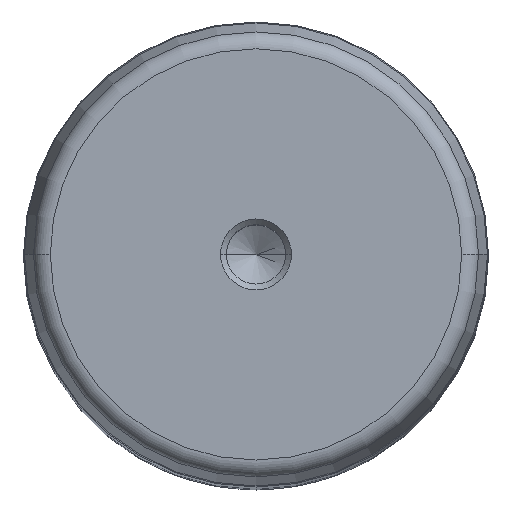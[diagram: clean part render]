
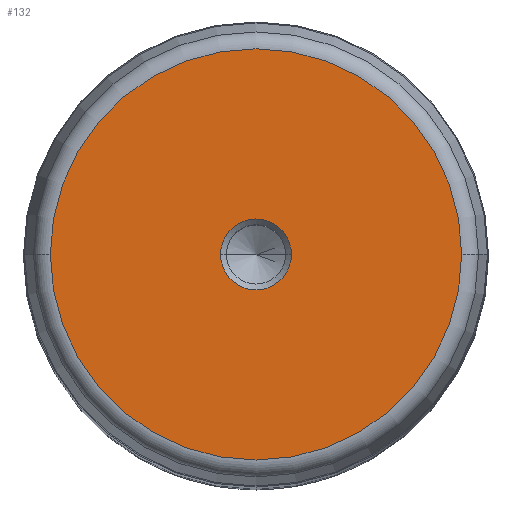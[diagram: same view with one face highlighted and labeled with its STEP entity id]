
A CAD part, top view. The second image highlights one B-rep face of the part: STEP entity #132.
In plain terms, the highlighted planar face has unit normal (0, 0, 1).
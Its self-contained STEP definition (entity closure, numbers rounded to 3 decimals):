
#5 = CARTESIAN_POINT ( 'NONE',  ( -6.1, 0., 315. ) ) ;
#8 = DIRECTION ( 'NONE',  ( -1., 0., 0. ) ) ;
#19 = CARTESIAN_POINT ( 'NONE',  ( 0., 0., 315. ) ) ;
#125 = CARTESIAN_POINT ( 'NONE',  ( 0., 0., 315. ) ) ;
#132 = ADVANCED_FACE ( 'NONE', ( #1447, #2638 ), #1914, .T. ) ;
#150 = CARTESIAN_POINT ( 'NONE',  ( 35.379, 0., 315. ) ) ;
#385 = ORIENTED_EDGE ( 'NONE', *, *, #3442, .F. ) ;
#399 = AXIS2_PLACEMENT_3D ( 'NONE', #125, #2216, #3274 ) ;
#408 = CIRCLE ( 'NONE', #1117, 35.379 ) ;
#489 = EDGE_CURVE ( 'NONE', #2267, #736, #918, .T. ) ;
#522 = DIRECTION ( 'NONE',  ( 0., 0., -1. ) ) ;
#576 = DIRECTION ( 'NONE',  ( 0., 0., -1. ) ) ;
#736 = VERTEX_POINT ( 'NONE', #5 ) ;
#783 = DIRECTION ( 'NONE',  ( -1., 0., 0. ) ) ;
#853 = DIRECTION ( 'NONE',  ( 1., 0., 0. ) ) ;
#861 = ORIENTED_EDGE ( 'NONE', *, *, #2346, .F. ) ;
#871 = ORIENTED_EDGE ( 'NONE', *, *, #2112, .T. ) ;
#877 = CIRCLE ( 'NONE', #399, 6.1 ) ;
#918 = CIRCLE ( 'NONE', #2844, 6.1 ) ;
#1117 = AXIS2_PLACEMENT_3D ( 'NONE', #3226, #522, #783 ) ;
#1119 = VERTEX_POINT ( 'NONE', #2706 ) ;
#1207 = EDGE_LOOP ( 'NONE', ( #861, #385 ) ) ;
#1364 = CARTESIAN_POINT ( 'NONE',  ( 0., 0., 315. ) ) ;
#1447 = FACE_BOUND ( 'NONE', #3300, .T. ) ;
#1568 = AXIS2_PLACEMENT_3D ( 'NONE', #19, #2928, #8 ) ;
#1631 = DIRECTION ( 'NONE',  ( 0., 0., 1. ) ) ;
#1682 = AXIS2_PLACEMENT_3D ( 'NONE', #1364, #1631, #2688 ) ;
#1789 = VERTEX_POINT ( 'NONE', #150 ) ;
#1914 = PLANE ( 'NONE',  #1682 ) ;
#2112 = EDGE_CURVE ( 'NONE', #736, #2267, #877, .T. ) ;
#2116 = ORIENTED_EDGE ( 'NONE', *, *, #489, .T. ) ;
#2159 = CARTESIAN_POINT ( 'NONE',  ( 0., 0., 315. ) ) ;
#2216 = DIRECTION ( 'NONE',  ( 0., 0., -1. ) ) ;
#2267 = VERTEX_POINT ( 'NONE', #3395 ) ;
#2346 = EDGE_CURVE ( 'NONE', #1119, #1789, #408, .T. ) ;
#2638 = FACE_OUTER_BOUND ( 'NONE', #1207, .T. ) ;
#2688 = DIRECTION ( 'NONE',  ( 1., 0., 0. ) ) ;
#2706 = CARTESIAN_POINT ( 'NONE',  ( -35.379, 0., 315. ) ) ;
#2844 = AXIS2_PLACEMENT_3D ( 'NONE', #2159, #576, #853 ) ;
#2928 = DIRECTION ( 'NONE',  ( 0., 0., -1. ) ) ;
#3226 = CARTESIAN_POINT ( 'NONE',  ( 0., 0., 315. ) ) ;
#3274 = DIRECTION ( 'NONE',  ( 1., 0., 0. ) ) ;
#3300 = EDGE_LOOP ( 'NONE', ( #2116, #871 ) ) ;
#3395 = CARTESIAN_POINT ( 'NONE',  ( 6.1, 0., 315. ) ) ;
#3423 = CIRCLE ( 'NONE', #1568, 35.379 ) ;
#3442 = EDGE_CURVE ( 'NONE', #1789, #1119, #3423, .T. ) ;
